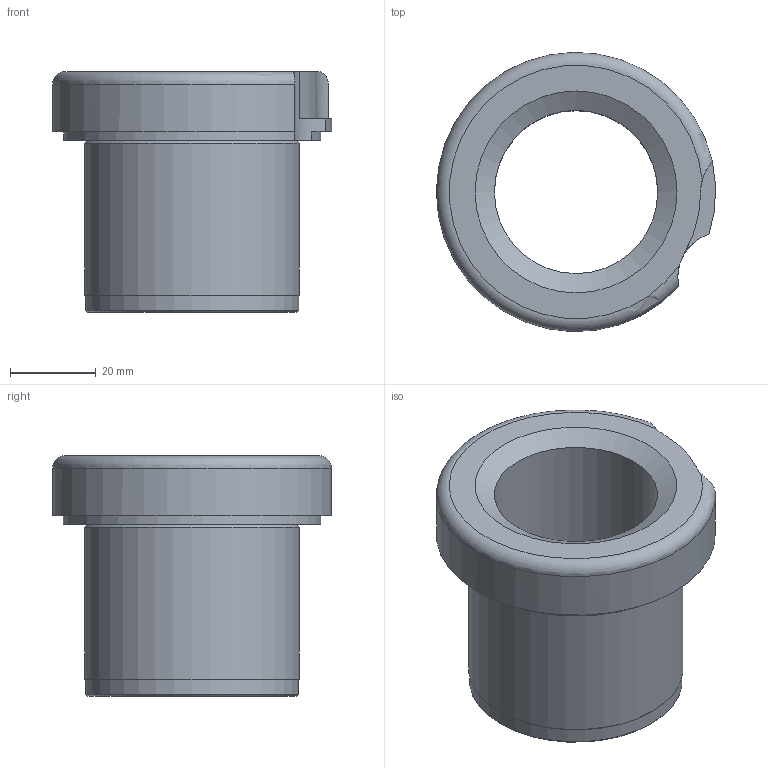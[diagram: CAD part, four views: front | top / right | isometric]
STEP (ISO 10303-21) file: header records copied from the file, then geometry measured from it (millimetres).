
FILE_DESCRIPTION(/* description */ (''),/* implementation_level */ '2;1');
FILE_NAME(/* name */ 'Part 007.stp',/* time_stamp */ '2015-02-19T14:27:19+02:00',/* author */ ('SFC'),/* organization */ (''),/* preprocessor_version */ 'ST-DEVELOPER v15.2',/* originating_system */ 'Autodesk Inventor 2014',/* authorisation */ '');
FILE_SCHEMA (('AUTOMOTIVE_DESIGN { 1 0 10303 214 3 1 1 }'));
Length unit declared in the file: millimetre
Products named in the file (1): Part 007
Bounding box: 64.97 x 64.98 x 56 mm (x, y, z)
Volume: 64633.5 mm3; surface area: 20181.2 mm2
Topology: 1 solids, 1 shells, 21 faces, 45 edges, 28 vertices
Faces by surface type: cylinder 8, plane 6, cone 6, torus 1
Full cylindrical faces by diameter (mm): 38 x1, 49.6 x1, 50 x1
Entity records: 581 total; most frequent: CARTESIAN_POINT 110, DIRECTION 105, ORIENTED_EDGE 72, AXIS2_PLACEMENT_3D 49, EDGE_CURVE 36, EDGE_LOOP 34, VERTEX_POINT 28, CIRCLE 27
